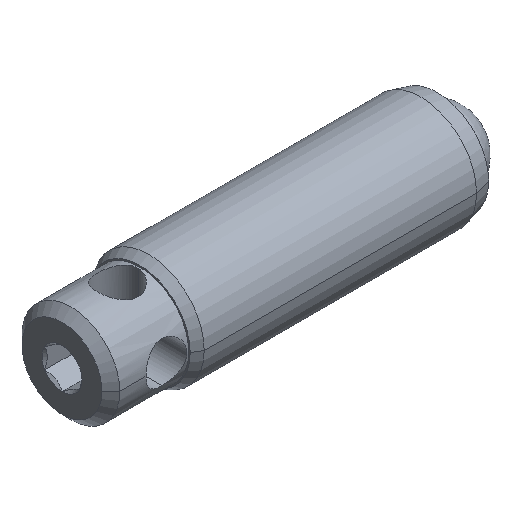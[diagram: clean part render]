
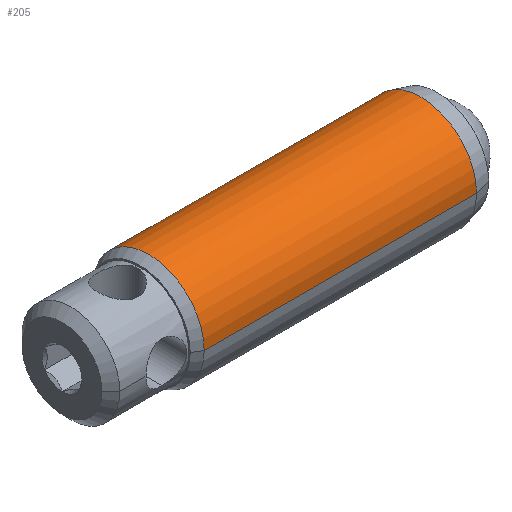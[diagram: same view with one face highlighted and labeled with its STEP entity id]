
A CAD part, isometric view. The second image highlights one B-rep face of the part: STEP entity #205.
In plain terms, the highlighted cylindrical face has radius 3.175 mm (diameter 6.35 mm), a partial arc.
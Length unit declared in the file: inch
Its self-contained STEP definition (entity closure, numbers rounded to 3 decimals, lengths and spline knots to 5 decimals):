
#59 = CARTESIAN_POINT ( 'NONE',  ( 0.47018, -0.125, 0. ) ) ;
#77 = CARTESIAN_POINT ( 'NONE',  ( 0.47018, 0., 0. ) ) ;
#80 = FACE_OUTER_BOUND ( 'NONE', #1620, .T. ) ;
#114 = AXIS2_PLACEMENT_3D ( 'NONE', #77, #1262, #258 ) ;
#143 = DIRECTION ( 'NONE',  ( 1., 0., 0. ) ) ;
#195 = AXIS2_PLACEMENT_3D ( 'NONE', #1360, #373, #1523 ) ;
#205 = ADVANCED_FACE ( 'NONE', ( #80 ), #2039, .T. ) ;
#258 = DIRECTION ( 'NONE',  ( 0., 1., 0. ) ) ;
#286 = LINE ( 'NONE', #1284, #1608 ) ;
#319 = VECTOR ( 'NONE', #971, 39.37008 ) ;
#373 = DIRECTION ( 'NONE',  ( 1., 0., 0. ) ) ;
#456 = DIRECTION ( 'NONE',  ( 1., 0., 0. ) ) ;
#675 = CARTESIAN_POINT ( 'NONE',  ( -0.1425, -0.125, 0. ) ) ;
#962 = ORIENTED_EDGE ( 'NONE', *, *, #1497, .F. ) ;
#966 = CARTESIAN_POINT ( 'NONE',  ( 0.36117, -0.125, 0. ) ) ;
#971 = DIRECTION ( 'NONE',  ( 1., 0., 0. ) ) ;
#1200 = ORIENTED_EDGE ( 'NONE', *, *, #1835, .T. ) ;
#1238 = AXIS2_PLACEMENT_3D ( 'NONE', #2001, #143, #2012 ) ;
#1262 = DIRECTION ( 'NONE',  ( 1., 0., 0. ) ) ;
#1284 = CARTESIAN_POINT ( 'NONE',  ( 0.36117, 0.125, 0. ) ) ;
#1309 = CIRCLE ( 'NONE', #195, 0.125 ) ;
#1344 = ORIENTED_EDGE ( 'NONE', *, *, #1973, .F. ) ;
#1360 = CARTESIAN_POINT ( 'NONE',  ( -0.1425, 0., 0. ) ) ;
#1418 = VERTEX_POINT ( 'NONE', #59 ) ;
#1441 = ORIENTED_EDGE ( 'NONE', *, *, #1624, .T. ) ;
#1494 = VERTEX_POINT ( 'NONE', #1756 ) ;
#1497 = EDGE_CURVE ( 'NONE', #2018, #1418, #1949, .T. ) ;
#1523 = DIRECTION ( 'NONE',  ( 0., 1., 0. ) ) ;
#1608 = VECTOR ( 'NONE', #456, 39.37008 ) ;
#1620 = EDGE_LOOP ( 'NONE', ( #1441, #1200, #962, #1344 ) ) ;
#1624 = EDGE_CURVE ( 'NONE', #1494, #1929, #1309, .T. ) ;
#1645 = LINE ( 'NONE', #966, #319 ) ;
#1756 = CARTESIAN_POINT ( 'NONE',  ( -0.1425, 0.125, 0. ) ) ;
#1835 = EDGE_CURVE ( 'NONE', #1929, #1418, #1645, .T. ) ;
#1929 = VERTEX_POINT ( 'NONE', #675 ) ;
#1949 = CIRCLE ( 'NONE', #114, 0.125 ) ;
#1960 = CARTESIAN_POINT ( 'NONE',  ( 0.47018, 0.125, 0. ) ) ;
#1973 = EDGE_CURVE ( 'NONE', #1494, #2018, #286, .T. ) ;
#2001 = CARTESIAN_POINT ( 'NONE',  ( 0.36117, 0., 0. ) ) ;
#2012 = DIRECTION ( 'NONE',  ( 0., 1., 0. ) ) ;
#2018 = VERTEX_POINT ( 'NONE', #1960 ) ;
#2039 = CYLINDRICAL_SURFACE ( 'NONE', #1238, 0.125 ) ;
